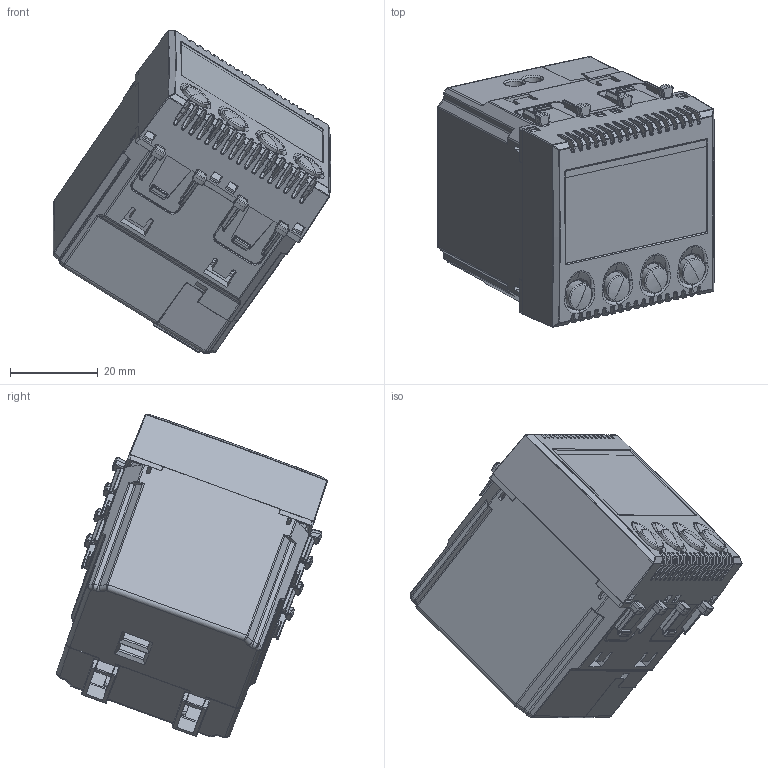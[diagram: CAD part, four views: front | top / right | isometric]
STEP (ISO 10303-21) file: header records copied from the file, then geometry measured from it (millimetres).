
FILE_DESCRIPTION(('CATIA V5 STEP Exchange'),'2;1');
FILE_NAME('442ABTM03C.stp','2024-03-06T09:46:31+00:00',('none'),('none'),'CATIA Version 5-6 Release 2016 SP6','CATIA V5 STEP AP203','none');
FILE_SCHEMA(('CONFIG_CONTROL_DESIGN'));
Products named in the file (1): 442ABTM03C
Assembly tree (6 placements, depth 2):
  442ABTM03C
    #57
    #20534
    #92199
    #98273
    #103520
    #108891
Bounding box: 63.19 x 61.79 x 73.69 mm (x, y, z)
Volume: 22350.3 mm3; surface area: 35306.5 mm2
Topology: 5 solids, 5 shells, 2950 faces, 7840 edges, 4572 vertices
Faces by surface type: plane 1073, cylinder 914, bspline 438, sphere 255, cone 175, torus 93, revolution 2
Entity records: 108912 total; most frequent: CARTESIAN_POINT 47994, ORIENTED_EDGE 15118, DIRECTION 8290, EDGE_CURVE 7559, VERTEX_POINT 4563, VECTOR 3377, LINE 3377, B_SPLINE_CURVE_WITH_KNOTS 3069
